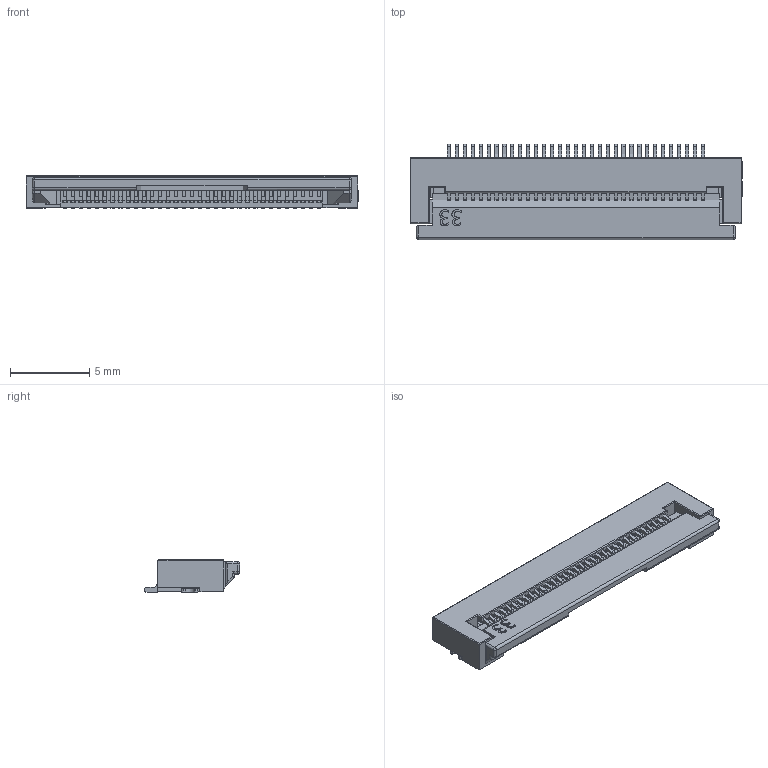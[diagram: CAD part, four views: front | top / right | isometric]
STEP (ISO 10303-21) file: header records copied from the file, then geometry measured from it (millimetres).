
FILE_DESCRIPTION (( 'STEP AP214' ), '1' );
FILE_NAME ('FPC-SMD_33P-P0.50_KINGHELM_KH-FG0.5-H2.0-33PIN.STEP', '2023-05-26T01:12:19', ( 'PC' ), ( 'Microsoft' ), 'SwSTEP 2.0', 'SolidWorks 2020', '' );
FILE_SCHEMA (( 'AUTOMOTIVE_DESIGN' ));
Length unit declared in the file: millimetre
Products named in the file (1): FPC-SMD_33P-P0.50_KINGHELM_KH-FG0.5-H2.0-33PIN
Bounding box: 20.91 x 6 x 2.02 mm (x, y, z)
Volume: 115.1 mm3; surface area: 805.3 mm2
Topology: 36 solids, 36 shells, 1498 faces, 4313 edges, 2836 vertices
Faces by surface type: plane 1131, cylinder 241, bspline 122, sphere 4
Entity records: 66861 total; most frequent: CARTESIAN_POINT 11512, ORIENTED_EDGE 8618, DIRECTION 7237, EDGE_CURVE 4309, VECTOR 3595, LINE 3595, VERTEX_POINT 2836, AXIS2_PLACEMENT_3D 1821
